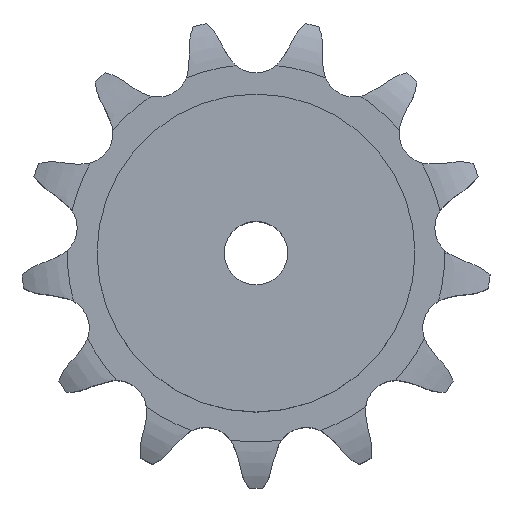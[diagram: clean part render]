
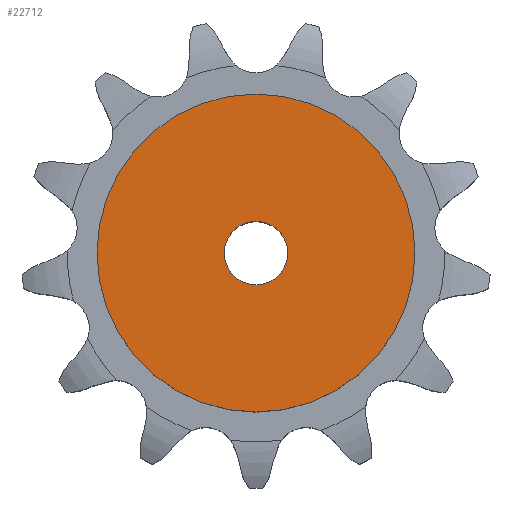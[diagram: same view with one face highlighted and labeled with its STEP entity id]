
A CAD part, top view. The second image highlights one B-rep face of the part: STEP entity #22712.
In plain terms, the highlighted planar face has unit normal (0, 0, 1).
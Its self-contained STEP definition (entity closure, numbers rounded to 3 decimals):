
#12236 = CYLINDRICAL_SURFACE('',#12237,10.);
#12237 = AXIS2_PLACEMENT_3D('',#12238,#12239,#12240);
#12238 = CARTESIAN_POINT('',(0.,0.,249.691));
#12239 = DIRECTION('',(0.,0.,1.));
#12240 = DIRECTION('',(1.,0.,0.));
#15549 = EDGE_CURVE('',#15550,#15550,#15552,.T.);
#15550 = VERTEX_POINT('',#15551);
#15551 = CARTESIAN_POINT('',(10.,0.,80.));
#15552 = SURFACE_CURVE('',#15553,(#15558,#15565),.PCURVE_S1.);
#15553 = CIRCLE('',#15554,10.);
#15554 = AXIS2_PLACEMENT_3D('',#15555,#15556,#15557);
#15555 = CARTESIAN_POINT('',(0.,0.,80.));
#15556 = DIRECTION('',(0.,0.,1.));
#15557 = DIRECTION('',(1.,0.,0.));
#15558 = PCURVE('',#12236,#15559);
#15559 = DEFINITIONAL_REPRESENTATION('',(#15560),#15564);
#15560 = LINE('',#15561,#15562);
#15561 = CARTESIAN_POINT('',(0.,-169.691));
#15562 = VECTOR('',#15563,1.);
#15563 = DIRECTION('',(1.,0.));
#15564 = ( GEOMETRIC_REPRESENTATION_CONTEXT(2) 
PARAMETRIC_REPRESENTATION_CONTEXT() REPRESENTATION_CONTEXT('2D SPACE',''
  ) );
#15565 = PCURVE('',#15566,#15571);
#15566 = PLANE('',#15567);
#15567 = AXIS2_PLACEMENT_3D('',#15568,#15569,#15570);
#15568 = CARTESIAN_POINT('',(0.,0.,80.)
  );
#15569 = DIRECTION('',(0.,0.,1.));
#15570 = DIRECTION('',(1.,0.,0.));
#15571 = DEFINITIONAL_REPRESENTATION('',(#15572),#15576);
#15572 = CIRCLE('',#15573,10.);
#15573 = AXIS2_PLACEMENT_2D('',#15574,#15575);
#15574 = CARTESIAN_POINT('',(0.,0.));
#15575 = DIRECTION('',(1.,0.));
#15576 = ( GEOMETRIC_REPRESENTATION_CONTEXT(2) 
PARAMETRIC_REPRESENTATION_CONTEXT() REPRESENTATION_CONTEXT('2D SPACE',''
  ) );
#22712 = ADVANCED_FACE('',(#22713,#22744),#15566,.T.);
#22713 = FACE_BOUND('',#22714,.T.);
#22714 = EDGE_LOOP('',(#22715));
#22715 = ORIENTED_EDGE('',*,*,#22716,.T.);
#22716 = EDGE_CURVE('',#22717,#22717,#22719,.T.);
#22717 = VERTEX_POINT('',#22718);
#22718 = CARTESIAN_POINT('',(50.,0.,80.));
#22719 = SURFACE_CURVE('',#22720,(#22725,#22732),.PCURVE_S1.);
#22720 = CIRCLE('',#22721,50.);
#22721 = AXIS2_PLACEMENT_3D('',#22722,#22723,#22724);
#22722 = CARTESIAN_POINT('',(0.,0.,80.));
#22723 = DIRECTION('',(0.,0.,1.));
#22724 = DIRECTION('',(1.,0.,0.));
#22725 = PCURVE('',#15566,#22726);
#22726 = DEFINITIONAL_REPRESENTATION('',(#22727),#22731);
#22727 = CIRCLE('',#22728,50.);
#22728 = AXIS2_PLACEMENT_2D('',#22729,#22730);
#22729 = CARTESIAN_POINT('',(0.,0.));
#22730 = DIRECTION('',(1.,0.));
#22731 = ( GEOMETRIC_REPRESENTATION_CONTEXT(2) 
PARAMETRIC_REPRESENTATION_CONTEXT() REPRESENTATION_CONTEXT('2D SPACE',''
  ) );
#22732 = PCURVE('',#22733,#22738);
#22733 = CYLINDRICAL_SURFACE('',#22734,50.);
#22734 = AXIS2_PLACEMENT_3D('',#22735,#22736,#22737);
#22735 = CARTESIAN_POINT('',(0.,0.,0.));
#22736 = DIRECTION('',(-0.,-0.,-1.));
#22737 = DIRECTION('',(1.,0.,0.));
#22738 = DEFINITIONAL_REPRESENTATION('',(#22739),#22743);
#22739 = LINE('',#22740,#22741);
#22740 = CARTESIAN_POINT('',(-0.,-80.));
#22741 = VECTOR('',#22742,1.);
#22742 = DIRECTION('',(-1.,0.));
#22743 = ( GEOMETRIC_REPRESENTATION_CONTEXT(2) 
PARAMETRIC_REPRESENTATION_CONTEXT() REPRESENTATION_CONTEXT('2D SPACE',''
  ) );
#22744 = FACE_BOUND('',#22745,.T.);
#22745 = EDGE_LOOP('',(#22746));
#22746 = ORIENTED_EDGE('',*,*,#15549,.F.);
